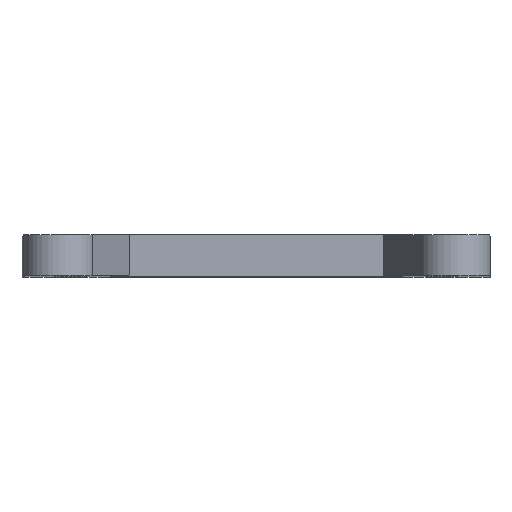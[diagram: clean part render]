
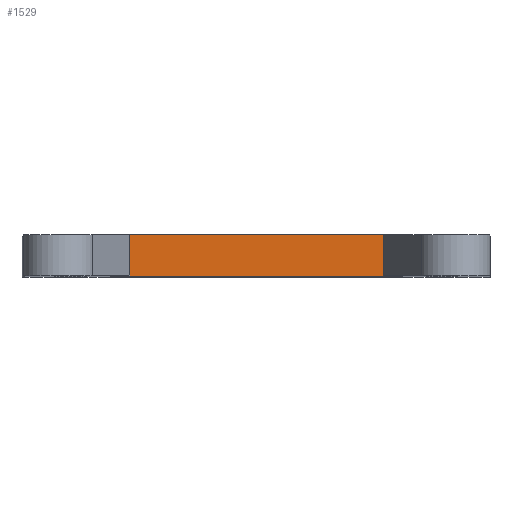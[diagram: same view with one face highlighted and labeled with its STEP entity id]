
A CAD part, top view. The second image highlights one B-rep face of the part: STEP entity #1529.
In plain terms, the highlighted planar face has unit normal (0, 0, 1).
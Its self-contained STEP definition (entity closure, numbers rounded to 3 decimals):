
#30 = CARTESIAN_POINT ( 'NONE',  ( 6.822, 4., -6.526 ) ) ;
#73 = CARTESIAN_POINT ( 'NONE',  ( 31.43, 4., -6.526 ) ) ;
#84 = VECTOR ( 'NONE', #146, 1000. ) ;
#129 = ORIENTED_EDGE ( 'NONE', *, *, #1868, .F. ) ;
#132 = CARTESIAN_POINT ( 'NONE',  ( 6.822, 0., -6.526 ) ) ;
#146 = DIRECTION ( 'NONE',  ( 0., -1., 0. ) ) ;
#212 = ORIENTED_EDGE ( 'NONE', *, *, #1028, .F. ) ;
#536 = VERTEX_POINT ( 'NONE', #2010 ) ;
#568 = CARTESIAN_POINT ( 'NONE',  ( 0., 4., -6.526 ) ) ;
#584 = AXIS2_PLACEMENT_3D ( 'NONE', #1652, #769, #1454 ) ;
#647 = CARTESIAN_POINT ( 'NONE',  ( 31.43, 0., -6.526 ) ) ;
#746 = PLANE ( 'NONE',  #584 ) ;
#769 = DIRECTION ( 'NONE',  ( 0., 0., 1. ) ) ;
#1028 = EDGE_CURVE ( 'NONE', #1981, #1617, #1418, .T. ) ;
#1034 = VECTOR ( 'NONE', #1991, 1000. ) ;
#1036 = ORIENTED_EDGE ( 'NONE', *, *, #1283, .T. ) ;
#1061 = VECTOR ( 'NONE', #1787, 1000. ) ;
#1108 = DIRECTION ( 'NONE',  ( -1., 0., 0. ) ) ;
#1283 = EDGE_CURVE ( 'NONE', #1492, #1617, #1349, .T. ) ;
#1303 = VECTOR ( 'NONE', #1108, 1000. ) ;
#1349 = LINE ( 'NONE', #30, #84 ) ;
#1418 = LINE ( 'NONE', #1794, #1303 ) ;
#1454 = DIRECTION ( 'NONE',  ( 1., 0., 0. ) ) ;
#1461 = LINE ( 'NONE', #568, #1034 ) ;
#1492 = VERTEX_POINT ( 'NONE', #2155 ) ;
#1529 = ADVANCED_FACE ( 'NONE', ( #1627 ), #746, .T. ) ;
#1617 = VERTEX_POINT ( 'NONE', #132 ) ;
#1627 = FACE_OUTER_BOUND ( 'NONE', #2246, .T. ) ;
#1652 = CARTESIAN_POINT ( 'NONE',  ( 0., 4., -6.526 ) ) ;
#1787 = DIRECTION ( 'NONE',  ( 0., -1., 0. ) ) ;
#1794 = CARTESIAN_POINT ( 'NONE',  ( 0., 0., -6.526 ) ) ;
#1833 = LINE ( 'NONE', #73, #1061 ) ;
#1868 = EDGE_CURVE ( 'NONE', #536, #1981, #1833, .T. ) ;
#1896 = EDGE_CURVE ( 'NONE', #536, #1492, #1461, .T. ) ;
#1981 = VERTEX_POINT ( 'NONE', #647 ) ;
#1991 = DIRECTION ( 'NONE',  ( -1., 0., 0. ) ) ;
#2010 = CARTESIAN_POINT ( 'NONE',  ( 31.43, 4., -6.526 ) ) ;
#2155 = CARTESIAN_POINT ( 'NONE',  ( 6.822, 4., -6.526 ) ) ;
#2158 = ORIENTED_EDGE ( 'NONE', *, *, #1896, .T. ) ;
#2246 = EDGE_LOOP ( 'NONE', ( #212, #129, #2158, #1036 ) ) ;
